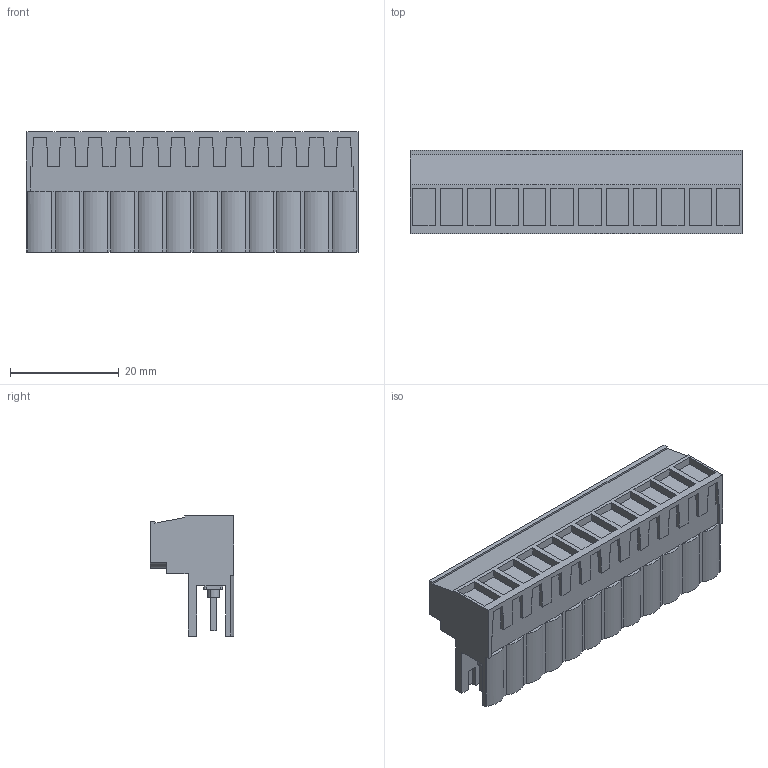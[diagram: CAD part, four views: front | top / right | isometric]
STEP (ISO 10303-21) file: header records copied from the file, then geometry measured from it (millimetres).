
FILE_DESCRIPTION(('CATIA V5 STEP','CAx-IF Rec.Pracs.--- Model Styling and Organization---1.2---2011-12-15'),'2;1');
FILE_NAME ('D1453756_0_1627190000_1627190000.stp','2017-06-01T06:29:15+00:00',('none'),('Weidmueller'),'CATIA Version 5-6 Release 2014','CATIA V5 STEP AP214','none');
FILE_SCHEMA(('AUTOMOTIVE_DESIGN { 1 0 10303 214 1 1 1 1 }'));
Length unit declared in the file: millimetre
Products named in the file (1): 1627190000
Bounding box: 60.96 x 15.3 x 22.05 mm (x, y, z)
Volume: 10392.3 mm3; surface area: 8894.1 mm2
Topology: 25 solids, 25 shells, 833 faces, 2267 edges, 1532 vertices
Faces by surface type: plane 629, cylinder 156, extrusion 48
Entity records: 25447 total; most frequent: CARTESIAN_POINT 5858, ORIENTED_EDGE 4534, DIRECTION 3071, EDGE_CURVE 2267, VECTOR 1857, LINE 1809, VERTEX_POINT 1532, EDGE_LOOP 905
